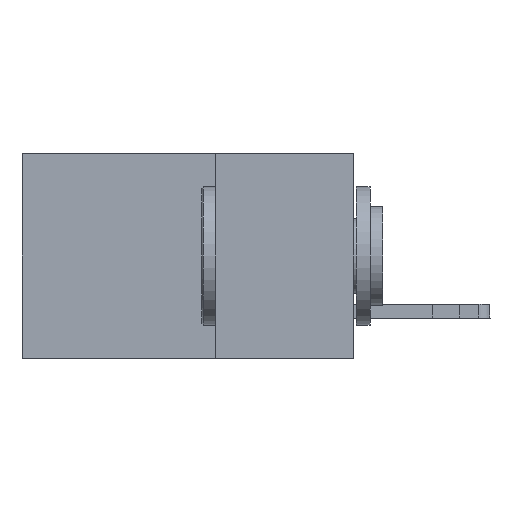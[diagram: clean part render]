
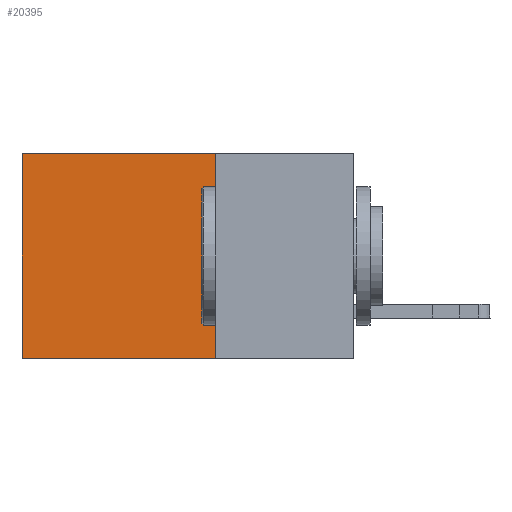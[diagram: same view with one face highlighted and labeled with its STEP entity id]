
A CAD part, left-side view. The second image highlights one B-rep face of the part: STEP entity #20395.
In plain terms, the highlighted planar face has unit normal (-1, 0, 0).
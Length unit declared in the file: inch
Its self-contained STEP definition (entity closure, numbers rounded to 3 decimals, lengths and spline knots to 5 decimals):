
#1506 = DIRECTION ( 'NONE',  ( 0., 0., -1. ) ) ;
#1635 = VECTOR ( 'NONE', #16654, 39.37008 ) ;
#2103 = EDGE_LOOP ( 'NONE', ( #11671, #6948, #3384, #10681 ) ) ;
#2119 = CARTESIAN_POINT ( 'NONE',  ( 0.2875, 0.6, -0.37 ) ) ;
#2162 = LINE ( 'NONE', #11461, #2442 ) ;
#2267 = VERTEX_POINT ( 'NONE', #16337 ) ;
#2442 = VECTOR ( 'NONE', #9584, 39.37008 ) ;
#2995 = EDGE_CURVE ( 'NONE', #5114, #22247, #2162, .T. ) ;
#3317 = DIRECTION ( 'NONE',  ( 0., 1., 0. ) ) ;
#3384 = ORIENTED_EDGE ( 'NONE', *, *, #2995, .F. ) ;
#3415 = DIRECTION ( 'NONE',  ( 1., 0., 0. ) ) ;
#3564 = CARTESIAN_POINT ( 'NONE',  ( 0.2875, 0.25, 0. ) ) ;
#3621 = EDGE_CURVE ( 'NONE', #2267, #10243, #8775, .T. ) ;
#4039 = CARTESIAN_POINT ( 'NONE',  ( 0.2875, 0.6, 0. ) ) ;
#5114 = VERTEX_POINT ( 'NONE', #20902 ) ;
#5347 = CARTESIAN_POINT ( 'NONE',  ( 0.2875, 0.25, -0.37 ) ) ;
#5693 = VECTOR ( 'NONE', #3317, 39.37008 ) ;
#6948 = ORIENTED_EDGE ( 'NONE', *, *, #13215, .F. ) ;
#8775 = LINE ( 'NONE', #4039, #1635 ) ;
#9584 = DIRECTION ( 'NONE',  ( 0., 0., -1. ) ) ;
#10243 = VERTEX_POINT ( 'NONE', #2119 ) ;
#10494 = CARTESIAN_POINT ( 'NONE',  ( 0.2875, 0.25, -0.37 ) ) ;
#10681 = ORIENTED_EDGE ( 'NONE', *, *, #13655, .T. ) ;
#11461 = CARTESIAN_POINT ( 'NONE',  ( 0.2875, 0.25, 0. ) ) ;
#11671 = ORIENTED_EDGE ( 'NONE', *, *, #3621, .T. ) ;
#13215 = EDGE_CURVE ( 'NONE', #22247, #10243, #19847, .T. ) ;
#13381 = CARTESIAN_POINT ( 'NONE',  ( 0.2875, 0.25, 0. ) ) ;
#13655 = EDGE_CURVE ( 'NONE', #5114, #2267, #21246, .T. ) ;
#16217 = AXIS2_PLACEMENT_3D ( 'NONE', #3564, #3415, #1506 ) ;
#16337 = CARTESIAN_POINT ( 'NONE',  ( 0.2875, 0.6, 0. ) ) ;
#16654 = DIRECTION ( 'NONE',  ( 0., 0., -1. ) ) ;
#19445 = FACE_OUTER_BOUND ( 'NONE', #2103, .T. ) ;
#19847 = LINE ( 'NONE', #5347, #5693 ) ;
#20395 = ADVANCED_FACE ( 'NONE', ( #19445 ), #23511, .F. ) ;
#20902 = CARTESIAN_POINT ( 'NONE',  ( 0.2875, 0.25, 0. ) ) ;
#21246 = LINE ( 'NONE', #13381, #22637 ) ;
#22181 = DIRECTION ( 'NONE',  ( 0., 1., 0. ) ) ;
#22247 = VERTEX_POINT ( 'NONE', #10494 ) ;
#22637 = VECTOR ( 'NONE', #22181, 39.37008 ) ;
#23511 = PLANE ( 'NONE',  #16217 ) ;
